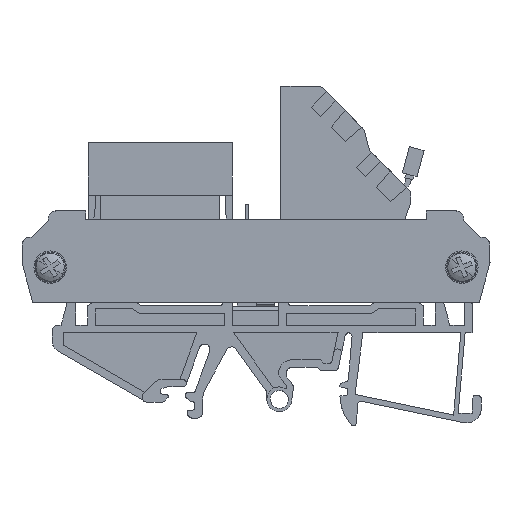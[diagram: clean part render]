
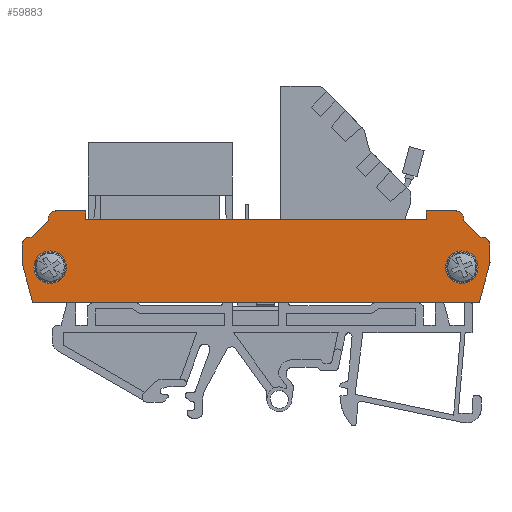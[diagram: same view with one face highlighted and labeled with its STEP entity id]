
A CAD part, left-side view. The second image highlights one B-rep face of the part: STEP entity #59883.
In plain terms, the highlighted planar face has unit normal (-1, 0, 0).
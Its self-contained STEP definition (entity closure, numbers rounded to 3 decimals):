
#3593=AXIS2_PLACEMENT_3D('Circle Axis2P3D',#3591,#3592,$) ;
#3625=AXIS2_PLACEMENT_3D('Circle Axis2P3D',#3623,#3624,$) ;
#11363=AXIS2_PLACEMENT_3D('Circle Axis2P3D',#11361,#11362,$) ;
#11404=AXIS2_PLACEMENT_3D('Circle Axis2P3D',#11402,#11403,$) ;
#21334=AXIS2_PLACEMENT_3D('Circle Axis2P3D',#21332,#21333,$) ;
#21364=AXIS2_PLACEMENT_3D('Circle Axis2P3D',#21362,#21363,$) ;
#21398=AXIS2_PLACEMENT_3D('Circle Axis2P3D',#21396,#21397,$) ;
#21428=AXIS2_PLACEMENT_3D('Circle Axis2P3D',#21426,#21427,$) ;
#59812=AXIS2_PLACEMENT_3D('Plane Axis2P3D',#59809,#59810,#59811) ;
#3588=CARTESIAN_POINT('Vertex',(0.,6.37,39.652)) ;
#3591=CARTESIAN_POINT('Axis2P3D Location',(0.,6.37,38.152)) ;
#3595=CARTESIAN_POINT('Vertex',(0.,4.87,38.152)) ;
#3620=CARTESIAN_POINT('Vertex',(0.,1.723,34.775)) ;
#3623=CARTESIAN_POINT('Axis2P3D Location',(0.,1.5,33.292)) ;
#3627=CARTESIAN_POINT('Vertex',(0.,0.,33.292)) ;
#11358=CARTESIAN_POINT('Vertex',(0.,86.4,33.292)) ;
#11361=CARTESIAN_POINT('Axis2P3D Location',(0.,84.9,33.292)) ;
#11365=CARTESIAN_POINT('Vertex',(0.,84.677,34.775)) ;
#11399=CARTESIAN_POINT('Vertex',(0.,81.53,38.152)) ;
#11402=CARTESIAN_POINT('Axis2P3D Location',(0.,80.03,38.152)) ;
#11406=CARTESIAN_POINT('Vertex',(0.,80.03,39.652)) ;
#21329=CARTESIAN_POINT('Vertex',(0.,8.2,29.252)) ;
#21332=CARTESIAN_POINT('Axis2P3D Location',(0.,5.2,29.252)) ;
#21336=CARTESIAN_POINT('Vertex',(0.,2.2,29.252)) ;
#21362=CARTESIAN_POINT('Axis2P3D Location',(0.,5.2,29.252)) ;
#21393=CARTESIAN_POINT('Vertex',(0.,84.2,29.252)) ;
#21396=CARTESIAN_POINT('Axis2P3D Location',(0.,81.2,29.252)) ;
#21400=CARTESIAN_POINT('Vertex',(0.,78.2,29.252)) ;
#21426=CARTESIAN_POINT('Axis2P3D Location',(0.,81.2,29.252)) ;
#54579=CARTESIAN_POINT('Vertex',(0.,81.53,37.922)) ;
#54582=CARTESIAN_POINT('Line Origine',(0.,81.53,38.037)) ;
#54605=CARTESIAN_POINT('Line Origine',(0.,83.103,36.349)) ;
#54634=CARTESIAN_POINT('Vertex',(0.,86.4,30.084)) ;
#54637=CARTESIAN_POINT('Line Origine',(0.,86.4,31.688)) ;
#54666=CARTESIAN_POINT('Vertex',(0.,84.435,22.752)) ;
#54669=CARTESIAN_POINT('Line Origine',(0.,85.418,26.418)) ;
#54864=CARTESIAN_POINT('Vertex',(0.,11.8,38.052)) ;
#54869=CARTESIAN_POINT('Line Origine',(0.,11.8,38.852)) ;
#54873=CARTESIAN_POINT('Vertex',(0.,11.8,39.652)) ;
#54905=CARTESIAN_POINT('Vertex',(0.,74.6,38.052)) ;
#54910=CARTESIAN_POINT('Line Origine',(0.,43.2,38.052)) ;
#54937=CARTESIAN_POINT('Vertex',(0.,74.6,39.652)) ;
#54942=CARTESIAN_POINT('Line Origine',(0.,74.6,38.852)) ;
#59809=CARTESIAN_POINT('Axis2P3D Location',(0.,1.5,33.292)) ;
#59814=CARTESIAN_POINT('Line Origine',(0.,3.297,36.349)) ;
#59818=CARTESIAN_POINT('Vertex',(0.,4.87,37.922)) ;
#59821=CARTESIAN_POINT('Line Origine',(0.,4.87,38.037)) ;
#59826=CARTESIAN_POINT('Line Origine',(0.,9.085,39.652)) ;
#59831=CARTESIAN_POINT('Line Origine',(0.,77.315,39.652)) ;
#59836=CARTESIAN_POINT('Line Origine',(0.,43.2,22.752)) ;
#59840=CARTESIAN_POINT('Vertex',(0.,1.965,22.752)) ;
#59843=CARTESIAN_POINT('Line Origine',(0.,0.982,26.418)) ;
#59847=CARTESIAN_POINT('Vertex',(0.,0.,30.084)) ;
#59850=CARTESIAN_POINT('Line Origine',(0.,0.,31.688)) ;
#3592=DIRECTION('Axis2P3D Direction',(1.,0.,0.)) ;
#3624=DIRECTION('Axis2P3D Direction',(1.,0.,0.)) ;
#11362=DIRECTION('Axis2P3D Direction',(1.,0.,0.)) ;
#11403=DIRECTION('Axis2P3D Direction',(1.,0.,0.)) ;
#21333=DIRECTION('Axis2P3D Direction',(-1.,0.,0.)) ;
#21363=DIRECTION('Axis2P3D Direction',(-1.,0.,0.)) ;
#21397=DIRECTION('Axis2P3D Direction',(-1.,0.,0.)) ;
#21427=DIRECTION('Axis2P3D Direction',(-1.,0.,0.)) ;
#54583=DIRECTION('Vector Direction',(0.,0.,-1.)) ;
#54606=DIRECTION('Vector Direction',(0.,-0.707,0.707)) ;
#54638=DIRECTION('Vector Direction',(0.,0.,1.)) ;
#54670=DIRECTION('Vector Direction',(0.,0.259,0.966)) ;
#54870=DIRECTION('Vector Direction',(0.,0.,1.)) ;
#54911=DIRECTION('Vector Direction',(0.,-1.,0.)) ;
#54943=DIRECTION('Vector Direction',(0.,0.,-1.)) ;
#59810=DIRECTION('Axis2P3D Direction',(1.,0.,0.)) ;
#59811=DIRECTION('Axis2P3D XDirection',(0.,1.,0.)) ;
#59815=DIRECTION('Vector Direction',(0.,-0.707,-0.707)) ;
#59822=DIRECTION('Vector Direction',(0.,0.,1.)) ;
#59827=DIRECTION('Vector Direction',(0.,-1.,0.)) ;
#59832=DIRECTION('Vector Direction',(0.,-1.,0.)) ;
#59837=DIRECTION('Vector Direction',(0.,1.,0.)) ;
#59844=DIRECTION('Vector Direction',(0.,0.259,-0.966)) ;
#59851=DIRECTION('Vector Direction',(0.,0.,-1.)) ;
#54584=VECTOR('Line Direction',#54583,1.) ;
#54607=VECTOR('Line Direction',#54606,1.) ;
#54639=VECTOR('Line Direction',#54638,1.) ;
#54671=VECTOR('Line Direction',#54670,1.) ;
#54871=VECTOR('Line Direction',#54870,1.) ;
#54912=VECTOR('Line Direction',#54911,1.) ;
#54944=VECTOR('Line Direction',#54943,1.) ;
#59816=VECTOR('Line Direction',#59815,1.) ;
#59823=VECTOR('Line Direction',#59822,1.) ;
#59828=VECTOR('Line Direction',#59827,1.) ;
#59833=VECTOR('Line Direction',#59832,1.) ;
#59838=VECTOR('Line Direction',#59837,1.) ;
#59845=VECTOR('Line Direction',#59844,1.) ;
#59852=VECTOR('Line Direction',#59851,1.) ;
#59856=ORIENTED_EDGE('',*,*,#59820,.F.) ;
#59857=ORIENTED_EDGE('',*,*,#59825,.T.) ;
#59858=ORIENTED_EDGE('',*,*,#3597,.F.) ;
#59859=ORIENTED_EDGE('',*,*,#59830,.F.) ;
#59860=ORIENTED_EDGE('',*,*,#54875,.F.) ;
#59861=ORIENTED_EDGE('',*,*,#54914,.F.) ;
#59862=ORIENTED_EDGE('',*,*,#54946,.F.) ;
#59863=ORIENTED_EDGE('',*,*,#59835,.F.) ;
#59864=ORIENTED_EDGE('',*,*,#11408,.F.) ;
#59865=ORIENTED_EDGE('',*,*,#54586,.T.) ;
#59866=ORIENTED_EDGE('',*,*,#54609,.F.) ;
#59867=ORIENTED_EDGE('',*,*,#11367,.F.) ;
#59868=ORIENTED_EDGE('',*,*,#54641,.F.) ;
#59869=ORIENTED_EDGE('',*,*,#54673,.F.) ;
#59870=ORIENTED_EDGE('',*,*,#59842,.F.) ;
#59871=ORIENTED_EDGE('',*,*,#59849,.F.) ;
#59872=ORIENTED_EDGE('',*,*,#59854,.F.) ;
#59873=ORIENTED_EDGE('',*,*,#3629,.F.) ;
#59876=ORIENTED_EDGE('',*,*,#21366,.F.) ;
#59877=ORIENTED_EDGE('',*,*,#21338,.F.) ;
#59880=ORIENTED_EDGE('',*,*,#21430,.F.) ;
#59881=ORIENTED_EDGE('',*,*,#21402,.F.) ;
#59878=FACE_BOUND('',#59875,.T.) ;
#59882=FACE_BOUND('',#59879,.T.) ;
#59883=ADVANCED_FACE('NONE',(#59874,#59878,#59882),#59813,.F.) ;
#3594=CIRCLE('generated circle',#3593,1.5) ;
#3626=CIRCLE('generated circle',#3625,1.5) ;
#11364=CIRCLE('generated circle',#11363,1.5) ;
#11405=CIRCLE('generated circle',#11404,1.5) ;
#21335=CIRCLE('generated circle',#21334,3.) ;
#21365=CIRCLE('generated circle',#21364,3.) ;
#21399=CIRCLE('generated circle',#21398,3.) ;
#21429=CIRCLE('generated circle',#21428,3.) ;
#3597=EDGE_CURVE('',#3589,#3596,#3594,.T.) ;
#3629=EDGE_CURVE('',#3621,#3628,#3626,.T.) ;
#11367=EDGE_CURVE('',#11359,#11366,#11364,.T.) ;
#11408=EDGE_CURVE('',#11400,#11407,#11405,.T.) ;
#21338=EDGE_CURVE('',#21330,#21337,#21335,.T.) ;
#21366=EDGE_CURVE('',#21337,#21330,#21365,.T.) ;
#21402=EDGE_CURVE('',#21394,#21401,#21399,.T.) ;
#21430=EDGE_CURVE('',#21401,#21394,#21429,.T.) ;
#54586=EDGE_CURVE('',#11400,#54580,#54585,.T.) ;
#54609=EDGE_CURVE('',#11366,#54580,#54608,.T.) ;
#54641=EDGE_CURVE('',#54635,#11359,#54640,.T.) ;
#54673=EDGE_CURVE('',#54667,#54635,#54672,.T.) ;
#54875=EDGE_CURVE('',#54865,#54874,#54872,.T.) ;
#54914=EDGE_CURVE('',#54906,#54865,#54913,.T.) ;
#54946=EDGE_CURVE('',#54938,#54906,#54945,.T.) ;
#59820=EDGE_CURVE('',#59819,#3621,#59817,.T.) ;
#59825=EDGE_CURVE('',#59819,#3596,#59824,.T.) ;
#59830=EDGE_CURVE('',#54874,#3589,#59829,.T.) ;
#59835=EDGE_CURVE('',#11407,#54938,#59834,.T.) ;
#59842=EDGE_CURVE('',#59841,#54667,#59839,.T.) ;
#59849=EDGE_CURVE('',#59848,#59841,#59846,.T.) ;
#59854=EDGE_CURVE('',#3628,#59848,#59853,.T.) ;
#59855=EDGE_LOOP('',(#59856,#59857,#59858,#59859,#59860,#59861,#59862,#59863,#59864,#59865,#59866,#59867,#59868,#59869,#59870,#59871,#59872,#59873)) ;
#59875=EDGE_LOOP('',(#59876,#59877)) ;
#59879=EDGE_LOOP('',(#59880,#59881)) ;
#59874=FACE_OUTER_BOUND('',#59855,.T.) ;
#54585=LINE('Line',#54582,#54584) ;
#54608=LINE('Line',#54605,#54607) ;
#54640=LINE('Line',#54637,#54639) ;
#54672=LINE('Line',#54669,#54671) ;
#54872=LINE('Line',#54869,#54871) ;
#54913=LINE('Line',#54910,#54912) ;
#54945=LINE('Line',#54942,#54944) ;
#59817=LINE('Line',#59814,#59816) ;
#59824=LINE('Line',#59821,#59823) ;
#59829=LINE('Line',#59826,#59828) ;
#59834=LINE('Line',#59831,#59833) ;
#59839=LINE('Line',#59836,#59838) ;
#59846=LINE('Line',#59843,#59845) ;
#59853=LINE('Line',#59850,#59852) ;
#59813=PLANE('',#59812) ;
#3589=VERTEX_POINT('',#3588) ;
#3596=VERTEX_POINT('',#3595) ;
#3621=VERTEX_POINT('',#3620) ;
#3628=VERTEX_POINT('',#3627) ;
#11359=VERTEX_POINT('',#11358) ;
#11366=VERTEX_POINT('',#11365) ;
#11400=VERTEX_POINT('',#11399) ;
#11407=VERTEX_POINT('',#11406) ;
#21330=VERTEX_POINT('',#21329) ;
#21337=VERTEX_POINT('',#21336) ;
#21394=VERTEX_POINT('',#21393) ;
#21401=VERTEX_POINT('',#21400) ;
#54580=VERTEX_POINT('',#54579) ;
#54635=VERTEX_POINT('',#54634) ;
#54667=VERTEX_POINT('',#54666) ;
#54865=VERTEX_POINT('',#54864) ;
#54874=VERTEX_POINT('',#54873) ;
#54906=VERTEX_POINT('',#54905) ;
#54938=VERTEX_POINT('',#54937) ;
#59819=VERTEX_POINT('',#59818) ;
#59841=VERTEX_POINT('',#59840) ;
#59848=VERTEX_POINT('',#59847) ;
